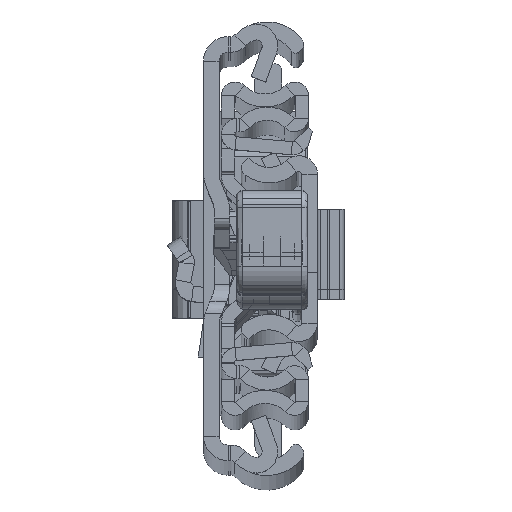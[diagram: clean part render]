
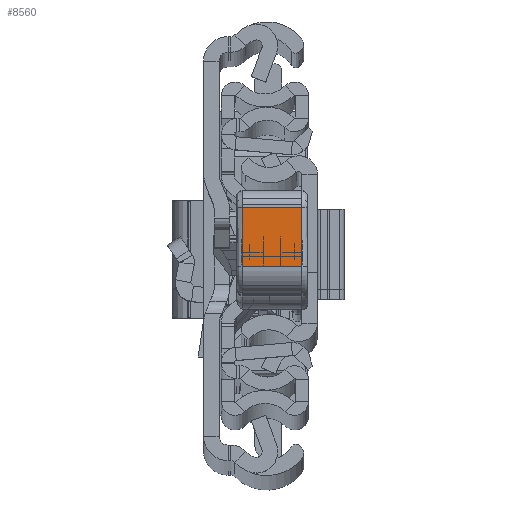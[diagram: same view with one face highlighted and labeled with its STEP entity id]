
A CAD part, top view. The second image highlights one B-rep face of the part: STEP entity #8560.
In plain terms, the highlighted face is planar.
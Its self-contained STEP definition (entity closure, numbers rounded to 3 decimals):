
#549 = DIRECTION ( 'NONE',  ( -0.027, -1., 0. ) ) ;
#3436 = VERTEX_POINT ( 'NONE', #7899 ) ;
#4327 = CARTESIAN_POINT ( 'NONE',  ( 39.818, -2.465, -11. ) ) ;
#5694 = EDGE_CURVE ( 'NONE', #36248, #18805, #18902, .T. ) ;
#6683 = PLANE ( 'NONE',  #6882 ) ;
#6744 = CARTESIAN_POINT ( 'NONE',  ( 39.818, -2.465, -10. ) ) ;
#6882 = AXIS2_PLACEMENT_3D ( 'NONE', #33356, #29734, #549 ) ;
#7017 = CARTESIAN_POINT ( 'NONE',  ( 39.55, -12.274, -10. ) ) ;
#7899 = CARTESIAN_POINT ( 'NONE',  ( 39.55, -12.274, -10. ) ) ;
#8560 = ADVANCED_FACE ( 'NONE', ( #15141 ), #6683, .F. ) ;
#8980 = EDGE_CURVE ( 'NONE', #18805, #3436, #12614, .T. ) ;
#11333 = EDGE_LOOP ( 'NONE', ( #13138, #13278, #32505, #12156 ) ) ;
#11341 = VECTOR ( 'NONE', #35415, 1000. ) ;
#12156 = ORIENTED_EDGE ( 'NONE', *, *, #19917, .F. ) ;
#12614 = LINE ( 'NONE', #7017, #11341 ) ;
#13138 = ORIENTED_EDGE ( 'NONE', *, *, #16956, .F. ) ;
#13278 = ORIENTED_EDGE ( 'NONE', *, *, #8980, .F. ) ;
#15141 = FACE_OUTER_BOUND ( 'NONE', #11333, .T. ) ;
#16956 = EDGE_CURVE ( 'NONE', #3436, #23313, #23480, .T. ) ;
#18805 = VERTEX_POINT ( 'NONE', #6744 ) ;
#18902 = LINE ( 'NONE', #4327, #31428 ) ;
#19917 = EDGE_CURVE ( 'NONE', #23313, #36248, #23691, .T. ) ;
#22196 = VECTOR ( 'NONE', #35181, 1000. ) ;
#22726 = CARTESIAN_POINT ( 'NONE',  ( 39.55, -12.274, -11. ) ) ;
#23313 = VERTEX_POINT ( 'NONE', #33683 ) ;
#23480 = LINE ( 'NONE', #22726, #22196 ) ;
#23691 = LINE ( 'NONE', #35771, #35180 ) ;
#26588 = DIRECTION ( 'NONE',  ( 0.027, 1., 0. ) ) ;
#27765 = DIRECTION ( 'NONE',  ( 0., 0., -1. ) ) ;
#29734 = DIRECTION ( 'NONE',  ( -1., 0.027, 0. ) ) ;
#31428 = VECTOR ( 'NONE', #27765, 1000. ) ;
#32505 = ORIENTED_EDGE ( 'NONE', *, *, #5694, .F. ) ;
#33356 = CARTESIAN_POINT ( 'NONE',  ( 39.55, -12.274, -11. ) ) ;
#33683 = CARTESIAN_POINT ( 'NONE',  ( 39.55, -12.274, 0. ) ) ;
#33812 = CARTESIAN_POINT ( 'NONE',  ( 39.818, -2.465, 0. ) ) ;
#35180 = VECTOR ( 'NONE', #26588, 1000. ) ;
#35181 = DIRECTION ( 'NONE',  ( 0., 0., 1. ) ) ;
#35415 = DIRECTION ( 'NONE',  ( -0.027, -1., 0. ) ) ;
#35771 = CARTESIAN_POINT ( 'NONE',  ( 39.55, -12.274, 0. ) ) ;
#36248 = VERTEX_POINT ( 'NONE', #33812 ) ;
